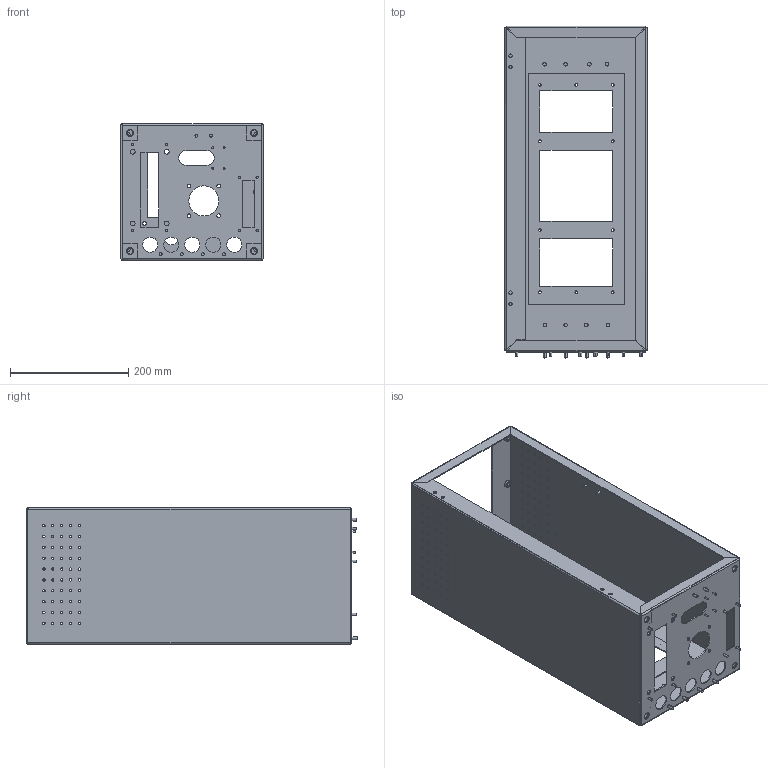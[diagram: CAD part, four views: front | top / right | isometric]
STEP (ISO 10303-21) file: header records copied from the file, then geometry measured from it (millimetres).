
FILE_DESCRIPTION (( 'STEP AP214' ), '1' );
FILE_NAME ('P0000009450.STEP', '2025-11-04T09:36:43', ( 'Microsoft' ), ( 'Microsoft' ), 'SwSTEP 2.0', 'SolidWorks 2025', '' );
FILE_SCHEMA (( 'AUTOMOTIVE_DESIGN' ));
Length unit declared in the file: millimetre
Products named in the file (1): P0000009450
Bounding box: 240 x 560 x 230 mm (x, y, z)
Volume: 946358.2 mm3; surface area: 929429.4 mm2
Topology: 1 solids, 1 shells, 550 faces, 1446 edges, 935 vertices
Faces by surface type: cylinder 392, plane 134, bspline 16, cone 8
Entity records: 18672 total; most frequent: CARTESIAN_POINT 3850, DIRECTION 3239, ORIENTED_EDGE 2892, EDGE_CURVE 1446, AXIS2_PLACEMENT_3D 1292, VERTEX_POINT 935, EDGE_LOOP 895, CIRCLE 757
